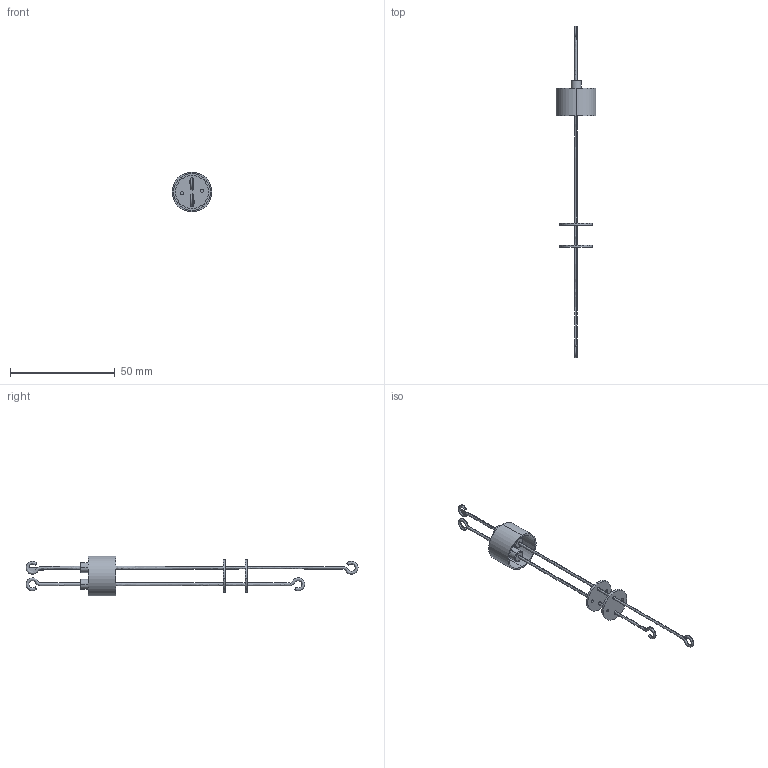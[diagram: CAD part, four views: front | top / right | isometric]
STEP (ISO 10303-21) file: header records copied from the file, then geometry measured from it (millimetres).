
FILE_DESCRIPTION (( 'STEP AP203' ), '1' );
FILE_NAME ('A0397-3-W.STEP', '2011-10-04T19:54:52', ( '' ), ( '' ), 'SwSTEP 2.0', 'SolidWorks 2011', '' );
FILE_SCHEMA (( 'CONFIG_CONTROL_DESIGN' ));
Length unit declared in the file: inch
Products named in the file (1): A0397-3-W
Bounding box: 18.97 x 158.29 x 18.97 mm (x, y, z)
Volume: 2105.9 mm3; surface area: 4717.4 mm2
Topology: 1 solids, 1 shells, 97 faces, 248 edges, 160 vertices
Faces by surface type: cylinder 56, plane 20, bspline 9, cone 8, torus 4
Entity records: 10988 total; most frequent: CARTESIAN_POINT 8545, ORIENTED_EDGE 496, DIRECTION 492, EDGE_CURVE 248, AXIS2_PLACEMENT_3D 217, VERTEX_POINT 160, CIRCLE 128, EDGE_LOOP 128
